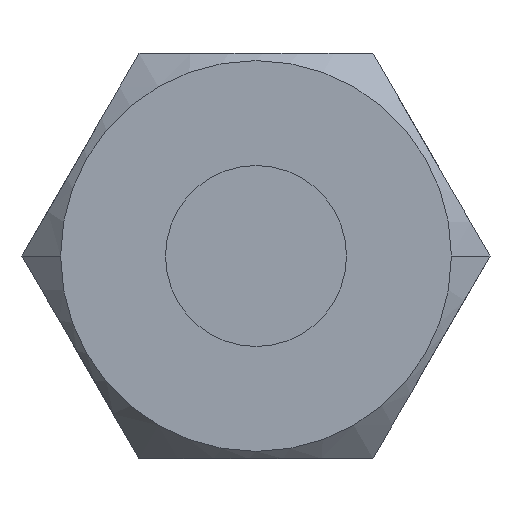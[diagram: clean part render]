
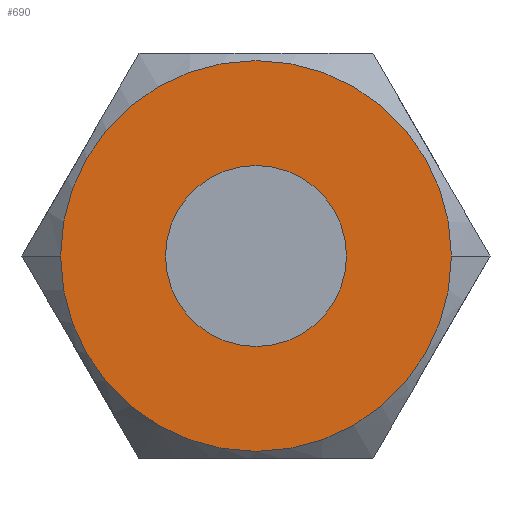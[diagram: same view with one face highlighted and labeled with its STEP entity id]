
A CAD part, front view. The second image highlights one B-rep face of the part: STEP entity #690.
In plain terms, the highlighted planar face has unit normal (0, -1, 0).
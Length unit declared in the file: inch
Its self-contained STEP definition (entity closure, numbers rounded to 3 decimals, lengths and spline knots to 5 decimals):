
#114=CARTESIAN_POINT('',(0.,0.,0.));
#115=DIRECTION('',(0.,1.,0.));
#116=DIRECTION('',(1.,0.,0.));
#117=AXIS2_PLACEMENT_3D('',#114,#115,#116);
#123=CARTESIAN_POINT('',(0.,0.,0.));
#124=DIRECTION('',(0.,1.,0.));
#125=DIRECTION('',(-1.,0.,0.));
#126=AXIS2_PLACEMENT_3D('',#123,#124,#125);
#131=CARTESIAN_POINT('',(0.,0.,0.));
#132=DIRECTION('',(0.,-1.,0.));
#133=DIRECTION('',(0.866,0.,-0.5));
#134=AXIS2_PLACEMENT_3D('',#131,#132,#133);
#139=CARTESIAN_POINT('',(0.,0.,0.));
#140=DIRECTION('',(0.,-1.,0.));
#141=DIRECTION('',(-0.866,0.,0.5));
#142=AXIS2_PLACEMENT_3D('',#139,#140,#141);
#625=CARTESIAN_POINT('',(0.27,0.,0.));
#626=CARTESIAN_POINT('',(-0.27,0.,0.));
#627=VERTEX_POINT('',#625);
#628=VERTEX_POINT('',#626);
#661=CARTESIAN_POINT('',(0.10825,0.,-0.0625));
#662=CARTESIAN_POINT('',(-0.10825,0.,0.0625));
#663=VERTEX_POINT('',#661);
#664=VERTEX_POINT('',#662);
#673=CARTESIAN_POINT('',(0.,0.,0.));
#674=DIRECTION('',(0.,1.,0.));
#675=DIRECTION('',(-1.,0.,0.));
#676=AXIS2_PLACEMENT_3D('',#673,#674,#675);
#677=PLANE('',#676);
#679=ORIENTED_EDGE('',*,*,#678,.T.);
#681=ORIENTED_EDGE('',*,*,#680,.T.);
#682=EDGE_LOOP('',(#679,#681));
#683=FACE_OUTER_BOUND('',#682,.F.);
#685=ORIENTED_EDGE('',*,*,#684,.T.);
#687=ORIENTED_EDGE('',*,*,#686,.T.);
#688=EDGE_LOOP('',(#685,#687));
#689=FACE_BOUND('',#688,.F.);
#690=ADVANCED_FACE('',(#683,#689),#677,.F.);
#118=CIRCLE('',#117,0.27);
#127=CIRCLE('',#126,0.27);
#135=CIRCLE('',#134,0.125);
#143=CIRCLE('',#142,0.125);
#678=EDGE_CURVE('',#627,#628,#118,.T.);
#680=EDGE_CURVE('',#628,#627,#127,.T.);
#684=EDGE_CURVE('',#663,#664,#135,.T.);
#686=EDGE_CURVE('',#664,#663,#143,.T.);
